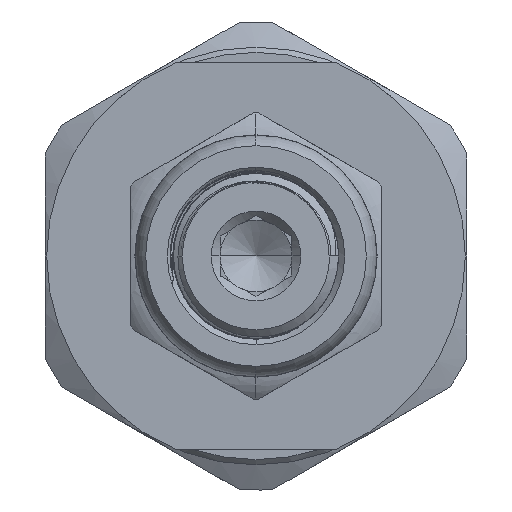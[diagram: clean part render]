
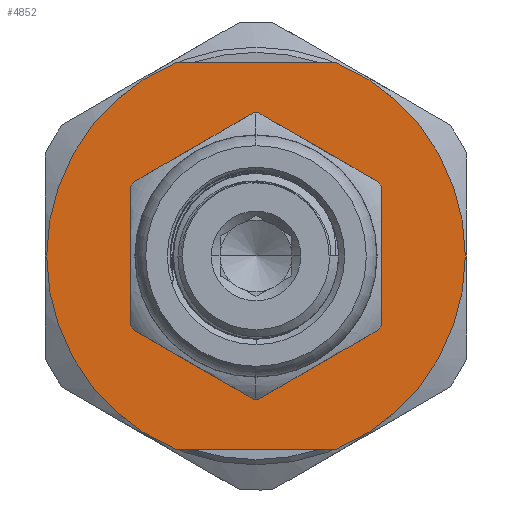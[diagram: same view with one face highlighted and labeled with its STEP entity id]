
A CAD part, left-side view. The second image highlights one B-rep face of the part: STEP entity #4852.
In plain terms, the highlighted planar face has unit normal (-1, 0, 0).
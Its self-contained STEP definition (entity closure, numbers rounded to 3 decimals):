
#4852 = ADVANCED_FACE ( 'NONE', ( #22612, #22577 ), #26104, .T. ) ;
#6364 = CIRCLE ( 'NONE', #8359, 11.925 ) ;
#6402 = VECTOR ( 'NONE', #12472, 1000. ) ;
#6403 = LINE ( 'NONE', #12477, #6402 ) ;
#6471 = CIRCLE ( 'NONE', #10975, 6.875 ) ;
#6522 = CIRCLE ( 'NONE', #10424, 11.925 ) ;
#6533 = CIRCLE ( 'NONE', #10438, 11.925 ) ;
#6539 = LINE ( 'NONE', #12725, #6546 ) ;
#6546 = VECTOR ( 'NONE', #12726, 1000. ) ;
#7276 = VERTEX_POINT ( 'NONE', #17688 ) ;
#7544 = EDGE_LOOP ( 'NONE', ( #24518, #24416 ) ) ;
#7980 = VERTEX_POINT ( 'NONE', #17881 ) ;
#8016 = EDGE_LOOP ( 'NONE', ( #24533, #25307, #24144, #25112, #25212 ) ) ;
#8357 = AXIS2_PLACEMENT_3D ( 'NONE', #15664, #15665, #15666 ) ;
#8359 = AXIS2_PLACEMENT_3D ( 'NONE', #14998, #14999, #15000 ) ;
#8408 = AXIS2_PLACEMENT_3D ( 'NONE', #26097, #26114, #26116 ) ;
#10238 = CARTESIAN_POINT ( 'NONE',  ( -6.5, 0., -6.875 ) ) ;
#10254 = CARTESIAN_POINT ( 'NONE',  ( -6.5, -4.605, 11. ) ) ;
#10313 = CARTESIAN_POINT ( 'NONE',  ( -6.5, 4.605, 11. ) ) ;
#10424 = AXIS2_PLACEMENT_3D ( 'NONE', #12763, #12764, #12765 ) ;
#10438 = AXIS2_PLACEMENT_3D ( 'NONE', #12722, #12723, #12724 ) ;
#10975 = AXIS2_PLACEMENT_3D ( 'NONE', #12714, #12715, #12716 ) ;
#12472 = DIRECTION ( 'NONE',  ( 0., 1., 0. ) ) ;
#12477 = CARTESIAN_POINT ( 'NONE',  ( -6.5, 12.494, -11. ) ) ;
#12714 = CARTESIAN_POINT ( 'NONE',  ( -6.5, 0., 0. ) ) ;
#12715 = DIRECTION ( 'NONE',  ( 1., 0., 0. ) ) ;
#12716 = DIRECTION ( 'NONE',  ( 0., 0., -1. ) ) ;
#12722 = CARTESIAN_POINT ( 'NONE',  ( -6.5, 0., 0. ) ) ;
#12723 = DIRECTION ( 'NONE',  ( -1., 0., 0. ) ) ;
#12724 = DIRECTION ( 'NONE',  ( 0., -1., 0. ) ) ;
#12725 = CARTESIAN_POINT ( 'NONE',  ( -6.5, 8.096, 11. ) ) ;
#12726 = DIRECTION ( 'NONE',  ( 0., -1., 0. ) ) ;
#12763 = CARTESIAN_POINT ( 'NONE',  ( -6.5, 0., 0. ) ) ;
#12764 = DIRECTION ( 'NONE',  ( -1., 0., 0. ) ) ;
#12765 = DIRECTION ( 'NONE',  ( 0., -1., 0. ) ) ;
#14998 = CARTESIAN_POINT ( 'NONE',  ( -6.5, 0., 0. ) ) ;
#14999 = DIRECTION ( 'NONE',  ( -1., 0., 0. ) ) ;
#15000 = DIRECTION ( 'NONE',  ( 0., -1., 0. ) ) ;
#15664 = CARTESIAN_POINT ( 'NONE',  ( -6.5, 0., 0. ) ) ;
#15665 = DIRECTION ( 'NONE',  ( 1., 0., 0. ) ) ;
#15666 = DIRECTION ( 'NONE',  ( 0., 0., -1. ) ) ;
#16478 = CARTESIAN_POINT ( 'NONE',  ( -6.5, 0., 6.875 ) ) ;
#16495 = CARTESIAN_POINT ( 'NONE',  ( -6.5, -4.605, -11. ) ) ;
#16815 = EDGE_CURVE ( 'NONE', #31927, #24889, #21327, .T. ) ;
#17688 = CARTESIAN_POINT ( 'NONE',  ( -6.5, 4.605, -11. ) ) ;
#17881 = CARTESIAN_POINT ( 'NONE',  ( -6.5, 11.925, 0. ) ) ;
#21327 = CIRCLE ( 'NONE', #8357, 6.875 ) ;
#22577 = FACE_OUTER_BOUND ( 'NONE', #8016, .T. ) ;
#22612 = FACE_BOUND ( 'NONE', #7544, .T. ) ;
#24144 = ORIENTED_EDGE ( 'NONE', *, *, #27356, .F. ) ;
#24416 = ORIENTED_EDGE ( 'NONE', *, *, #16815, .T. ) ;
#24518 = ORIENTED_EDGE ( 'NONE', *, *, #27350, .T. ) ;
#24533 = ORIENTED_EDGE ( 'NONE', *, *, #27312, .F. ) ;
#24889 = VERTEX_POINT ( 'NONE', #16478 ) ;
#25112 = ORIENTED_EDGE ( 'NONE', *, *, #27353, .T. ) ;
#25134 = VERTEX_POINT ( 'NONE', #16495 ) ;
#25212 = ORIENTED_EDGE ( 'NONE', *, *, #27364, .T. ) ;
#25307 = ORIENTED_EDGE ( 'NONE', *, *, #27165, .T. ) ;
#26097 = CARTESIAN_POINT ( 'NONE',  ( -6.5, 0., 0. ) ) ;
#26104 = PLANE ( 'NONE',  #8408 ) ;
#26114 = DIRECTION ( 'NONE',  ( -1., 0., 0. ) ) ;
#26116 = DIRECTION ( 'NONE',  ( 0., -1., 0. ) ) ;
#27165 = EDGE_CURVE ( 'NONE', #25134, #32102, #6364, .T. ) ;
#27312 = EDGE_CURVE ( 'NONE', #25134, #7276, #6403, .T. ) ;
#27350 = EDGE_CURVE ( 'NONE', #24889, #31927, #6471, .T. ) ;
#27353 = EDGE_CURVE ( 'NONE', #33072, #7980, #6533, .T. ) ;
#27356 = EDGE_CURVE ( 'NONE', #33072, #32102, #6539, .T. ) ;
#27364 = EDGE_CURVE ( 'NONE', #7980, #7276, #6522, .T. ) ;
#31927 = VERTEX_POINT ( 'NONE', #10238 ) ;
#32102 = VERTEX_POINT ( 'NONE', #10254 ) ;
#33072 = VERTEX_POINT ( 'NONE', #10313 ) ;
